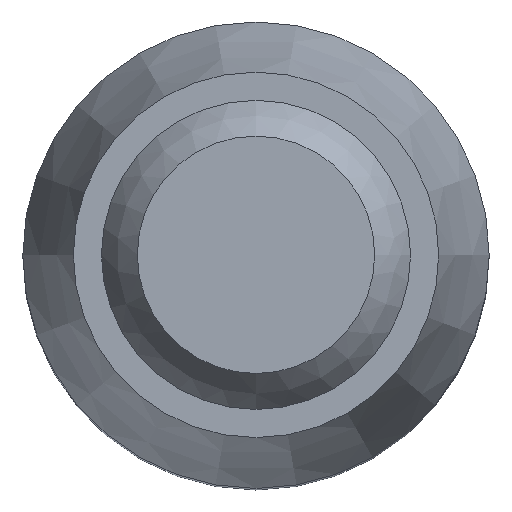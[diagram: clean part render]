
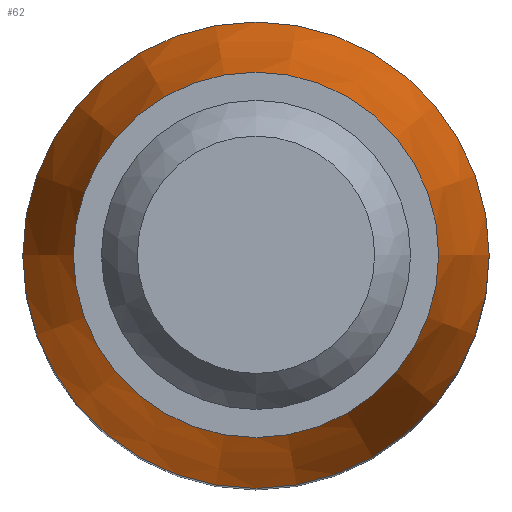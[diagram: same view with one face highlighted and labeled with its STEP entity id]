
A CAD part, top view. The second image highlights one B-rep face of the part: STEP entity #62.
In plain terms, the highlighted conical face has half-angle 14.57 degrees and reference radius 4.7 mm.
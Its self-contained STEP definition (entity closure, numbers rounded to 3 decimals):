
#62 = ADVANCED_FACE( '', ( #131, #132 ), #133, .T. );
#131 = FACE_OUTER_BOUND( '', #205, .T. );
#132 = FACE_BOUND( '', #206, .T. );
#133 = CONICAL_SURFACE( '', #207, 4.7, 0.254 );
#205 = EDGE_LOOP( '', ( #317 ) );
#206 = EDGE_LOOP( '', ( #318 ) );
#207 = AXIS2_PLACEMENT_3D( '', #319, #320, #321 );
#317 = ORIENTED_EDGE( '', *, *, #435, .F. );
#318 = ORIENTED_EDGE( '', *, *, #436, .F. );
#319 = CARTESIAN_POINT( '', ( 0., 0., 28.68 ) );
#320 = DIRECTION( '', ( 0., 0., -1. ) );
#321 = DIRECTION( '', ( -1., 0., 0. ) );
#435 = EDGE_CURVE( '', #512, #512, #513, .F. );
#436 = EDGE_CURVE( '', #514, #514, #515, .T. );
#512 = VERTEX_POINT( '', #612 );
#513 = CIRCLE( '', #613, 6. );
#514 = VERTEX_POINT( '', #614 );
#515 = CIRCLE( '', #615, 4.7 );
#612 = CARTESIAN_POINT( '', ( 6., 0., 23.68 ) );
#613 = AXIS2_PLACEMENT_3D( '', #683, #684, #685 );
#614 = CARTESIAN_POINT( '', ( 4.7, 0., 28.68 ) );
#615 = AXIS2_PLACEMENT_3D( '', #686, #687, #688 );
#683 = CARTESIAN_POINT( '', ( 0., 0., 23.68 ) );
#684 = DIRECTION( '', ( 0., 0., 1. ) );
#685 = DIRECTION( '', ( 1., 0., 0. ) );
#686 = CARTESIAN_POINT( '', ( 0., 0., 28.68 ) );
#687 = DIRECTION( '', ( 0., 0., 1. ) );
#688 = DIRECTION( '', ( 1., 0., 0. ) );
